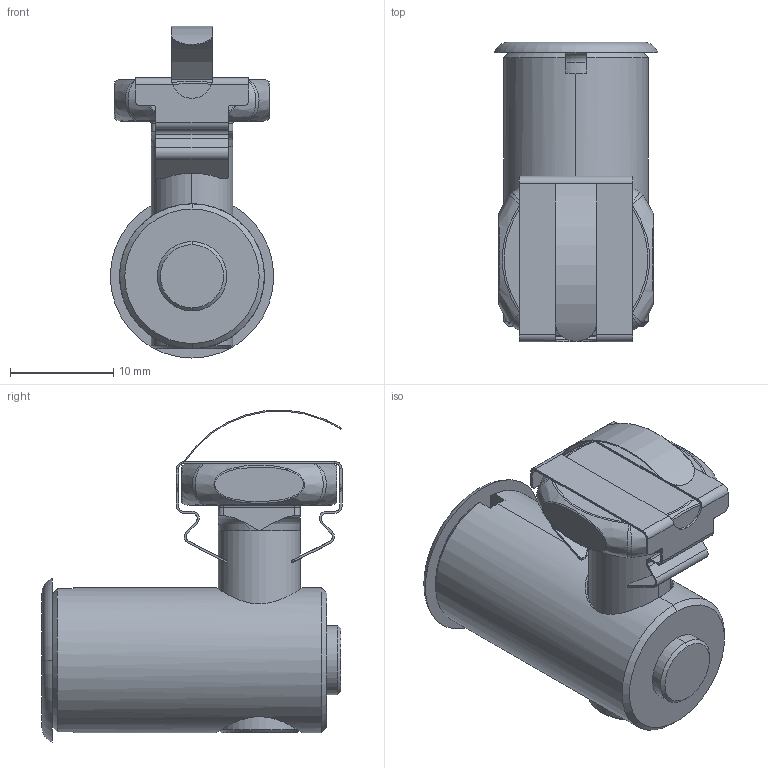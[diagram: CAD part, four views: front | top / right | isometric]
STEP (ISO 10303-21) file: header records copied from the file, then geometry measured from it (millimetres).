
FILE_DESCRIPTION (( 'STEP AP214' ), '1' );
FILE_NAME ('02_3D_Step_Files099b081408s01.step', '2023-03-28T17:11:39', ( '' ), ( '' ), 'SwSTEP 2.0', 'SolidWorks 2022', '' );
FILE_SCHEMA (( 'AUTOMOTIVE_DESIGN' ));
Length unit declared in the file: millimetre
Products named in the file (6): 099bg081429r01_Standard; 099bg081429r03_Standard; 099bg081429r04_Standard; 099b081408r02; 02_3D_Step_Files099b081408s01; 099b081408r01_099b081408r01s01
Assembly tree (5 placements, depth 2):
  02_3D_Step_Files099b081408s01
    099bg081429r01_Standard
    099b081408r01_099b081408r01s01
    099bg081429r03_Standard
    099b081408r02
    099bg081429r04_Standard
Bounding box: 15.8 x 29 x 32.09 mm (x, y, z)
Volume: 5400.9 mm3; surface area: 5139.6 mm2
Topology: 5 solids, 5 shells, 242 faces, 591 edges, 361 vertices
Faces by surface type: plane 88, cylinder 70, bspline 36, cone 28, torus 16, sphere 4
Entity records: 10590 total; most frequent: CARTESIAN_POINT 4911, ORIENTED_EDGE 1178, DIRECTION 1079, EDGE_CURVE 589, AXIS2_PLACEMENT_3D 408, VERTEX_POINT 361, LINE 263, VECTOR 263
